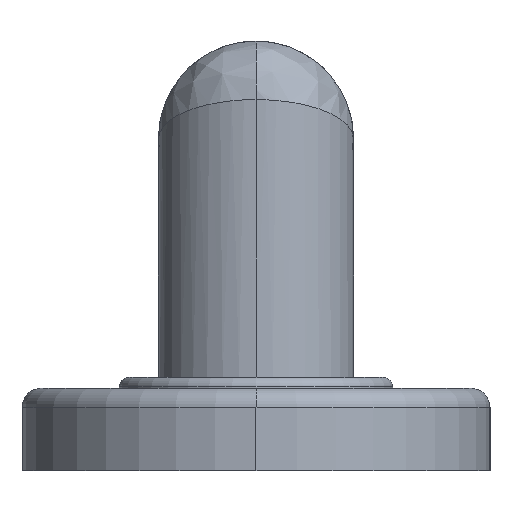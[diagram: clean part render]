
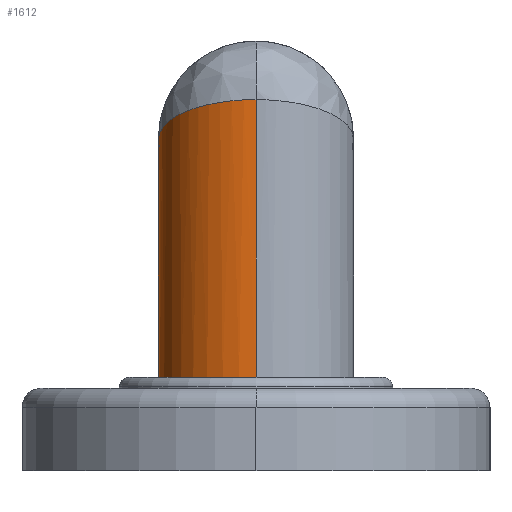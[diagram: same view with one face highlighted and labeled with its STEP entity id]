
A CAD part, left-side view. The second image highlights one B-rep face of the part: STEP entity #1612.
In plain terms, the highlighted cylindrical face has radius 15.875 mm (diameter 31.75 mm), a partial arc.
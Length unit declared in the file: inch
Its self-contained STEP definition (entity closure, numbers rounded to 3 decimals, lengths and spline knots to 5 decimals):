
#469=CARTESIAN_POINT('',(0.,0.,0.6));
#470=DIRECTION('',(0.,0.,-1.));
#471=DIRECTION('',(-1.,0.,0.));
#472=AXIS2_PLACEMENT_3D('',#469,#470,#471);
#474=CARTESIAN_POINT('',(0.625,0.,
1.443));
#475=CARTESIAN_POINT('',(0.625,0.01387,1.443));
#476=CARTESIAN_POINT('',(0.62408,0.04181,1.44402));
#477=CARTESIAN_POINT('',(0.61982,0.08402,1.44869));
#478=CARTESIAN_POINT('',(0.61257,0.12655,1.45666));
#479=CARTESIAN_POINT('',(0.60219,0.16927,1.46807));
#480=CARTESIAN_POINT('',(0.58844,0.21227,1.48318));
#481=CARTESIAN_POINT('',(0.57105,0.25548,1.5023));
#482=CARTESIAN_POINT('',(0.54971,0.29875,1.52576));
#483=CARTESIAN_POINT('',(0.52404,0.34188,1.55398));
#484=CARTESIAN_POINT('',(0.49368,0.38452,1.58735));
#485=CARTESIAN_POINT('',(0.4583,0.42617,1.62623));
#486=CARTESIAN_POINT('',(0.41763,0.46619,1.67094));
#487=CARTESIAN_POINT('',(0.37153,0.5038,1.72162));
#488=CARTESIAN_POINT('',(0.32001,0.53809,1.77824));
#489=CARTESIAN_POINT('',(0.26334,0.56806,1.84054));
#490=CARTESIAN_POINT('',(0.20205,0.5927,1.90791));
#491=CARTESIAN_POINT('',(0.13696,0.61108,1.97945));
#492=CARTESIAN_POINT('',(0.06913,0.62244,2.05401));
#493=CARTESIAN_POINT('',(0.02317,0.625,2.10453));
#494=CARTESIAN_POINT('',(0.,0.625,2.13));
#496=CARTESIAN_POINT('',(-0.625,0.,2.38));
#497=CARTESIAN_POINT('',(-0.625,0.01835,
2.38));
#498=CARTESIAN_POINT('',(-0.62338,0.05508,
2.37935));
#499=CARTESIAN_POINT('',(-0.6161,0.10984,
2.37644));
#500=CARTESIAN_POINT('',(-0.60397,0.16391,
2.37158));
#501=CARTESIAN_POINT('',(-0.58703,0.21694,
2.36481));
#502=CARTESIAN_POINT('',(-0.56529,0.26855,
2.35611));
#503=CARTESIAN_POINT('',(-0.53885,0.31833,
2.34554));
#504=CARTESIAN_POINT('',(-0.50778,0.36589,
2.33312));
#505=CARTESIAN_POINT('',(-0.47221,0.41078,
2.31887));
#506=CARTESIAN_POINT('',(-0.43233,0.45259,
2.30294));
#507=CARTESIAN_POINT('',(-0.38839,0.49083,
2.28535));
#508=CARTESIAN_POINT('',(-0.34065,0.52511,
2.26627));
#509=CARTESIAN_POINT('',(-0.28951,0.55497,
2.2458));
#510=CARTESIAN_POINT('',(-0.23539,0.58001,
2.22415));
#511=CARTESIAN_POINT('',(-0.1788,0.59988,
2.20154));
#512=CARTESIAN_POINT('',(-0.12031,0.6143,
2.17811));
#513=CARTESIAN_POINT('',(-0.06053,0.62304,
2.15422));
#514=CARTESIAN_POINT('',(-0.02018,0.625,
2.13814));
#515=CARTESIAN_POINT('',(0.,0.625,2.13));
#517=DIRECTION('',(0.,0.,-1.));
#518=VECTOR('',#517,1.78);
#519=CARTESIAN_POINT('',(-0.625,0.,2.38));
#520=LINE('',#519,#518);
#665=DIRECTION('',(0.,0.,-1.));
#666=VECTOR('',#665,0.843);
#667=CARTESIAN_POINT('',(0.625,0.,
1.443));
#668=LINE('',#667,#666);
#754=CARTESIAN_POINT('',(-0.625,0.,2.38));
#756=VERTEX_POINT('',#754);
#762=VERTEX_POINT('',#474);
#763=VERTEX_POINT('',#494);
#782=CARTESIAN_POINT('',(0.625,0.,0.6));
#783=CARTESIAN_POINT('',(-0.625,0.,0.6));
#784=VERTEX_POINT('',#782);
#785=VERTEX_POINT('',#783);
#1596=CARTESIAN_POINT('',(0.,0.,2.13));
#1597=DIRECTION('',(0.,0.,-1.));
#1598=DIRECTION('',(1.,0.,0.));
#1599=AXIS2_PLACEMENT_3D('',#1596,#1597,#1598);
#1600=CYLINDRICAL_SURFACE('',#1599,0.625);
#1602=ORIENTED_EDGE('',*,*,#1601,.T.);
#1604=ORIENTED_EDGE('',*,*,#1603,.F.);
#1605=ORIENTED_EDGE('',*,*,#1588,.T.);
#1607=ORIENTED_EDGE('',*,*,#1606,.F.);
#1609=ORIENTED_EDGE('',*,*,#1608,.T.);
#1610=EDGE_LOOP('',(#1602,#1604,#1605,#1607,#1609));
#1611=FACE_OUTER_BOUND('',#1610,.F.);
#1612=ADVANCED_FACE('',(#1611),#1600,.T.);
#473=CIRCLE('',#472,0.625);
#495=B_SPLINE_CURVE_WITH_KNOTS('',3,(#474,#475,#476,#477,#478,#479,#480,#481,
#482,#483,#484,#485,#486,#487,#488,#489,#490,#491,#492,#493,#494),.UNSPECIFIED.,
.F.,.F.,(4,1,1,1,1,1,1,1,1,1,1,1,1,1,1,1,1,1,4),(0.,0.05556,
0.11111,0.16667,0.22222,0.27778,
0.33333,0.38889,0.44444,0.5,0.55556,
0.61111,0.66667,0.72222,0.77778,
0.83333,0.88889,0.94444,1.),.UNSPECIFIED.);
#516=B_SPLINE_CURVE_WITH_KNOTS('',3,(#496,#497,#498,#499,#500,#501,#502,#503,
#504,#505,#506,#507,#508,#509,#510,#511,#512,#513,#514,#515),.UNSPECIFIED.,.F.,
.F.,(4,1,1,1,1,1,1,1,1,1,1,1,1,1,1,1,1,4),(0.,0.05882,
0.11765,0.17647,0.23529,0.29412,
0.35294,0.41176,0.47059,0.52941,
0.58824,0.64706,0.70588,0.76471,
0.82353,0.88235,0.94118,1.),.UNSPECIFIED.);
#1588=EDGE_CURVE('',#762,#763,#495,.T.);
#1601=EDGE_CURVE('',#785,#784,#473,.T.);
#1603=EDGE_CURVE('',#762,#784,#668,.T.);
#1606=EDGE_CURVE('',#756,#763,#516,.T.);
#1608=EDGE_CURVE('',#756,#785,#520,.T.);
